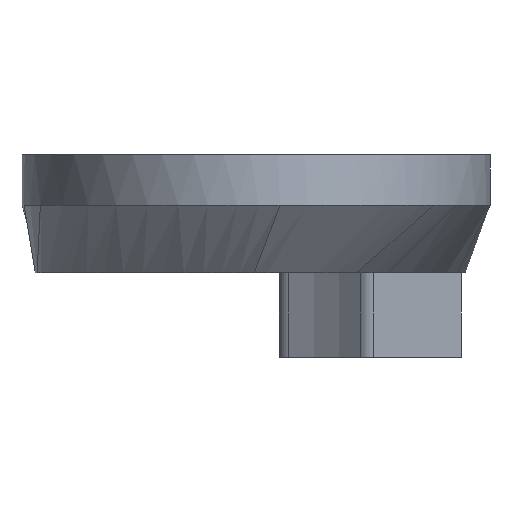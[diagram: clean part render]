
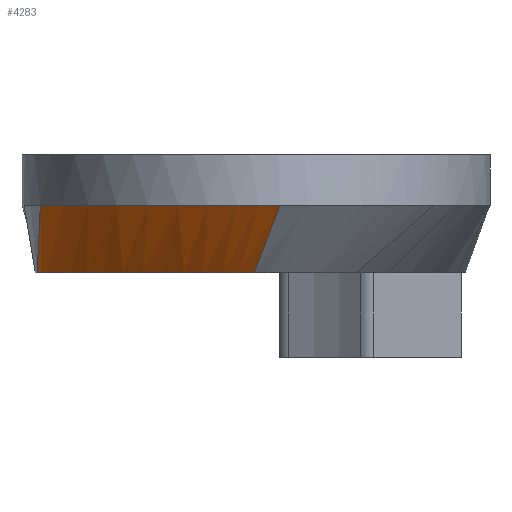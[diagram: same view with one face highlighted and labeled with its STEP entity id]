
A CAD part, left-side view. The second image highlights one B-rep face of the part: STEP entity #4283.
In plain terms, the highlighted free-form (B-spline) face has degree [9, 1] with [10, 2] control points.
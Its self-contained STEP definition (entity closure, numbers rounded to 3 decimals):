
#33 = PLANE('',#34);
#34 = AXIS2_PLACEMENT_3D('',#35,#36,#37);
#35 = CARTESIAN_POINT('',(14.053,-7.,-1.));
#36 = DIRECTION('',(0.,0.,-1.));
#37 = DIRECTION('',(-1.,0.,0.));
#1818 = VERTEX_POINT('',#1819);
#1819 = CARTESIAN_POINT('',(-4.932,-5.516,-1.));
#1838 = B_SPLINE_SURFACE_WITH_KNOTS('',7,1,(
    (#1839,#1840)
    ,(#1841,#1842)
    ,(#1843,#1844)
    ,(#1845,#1846)
    ,(#1847,#1848)
    ,(#1849,#1850)
    ,(#1851,#1852)
    ,(#1853,#1854
    )),.UNSPECIFIED.,.F.,.F.,.F.,(8,8),(2,2),(5.442,
    6.325),(0.,1.),.PIECEWISE_BEZIER_KNOTS.);
#1839 = CARTESIAN_POINT('',(-16.988,-7.047,3.));
#1840 = CARTESIAN_POINT('',(-4.932,-5.516,-1.));
#1841 = CARTESIAN_POINT('',(-16.811,-8.524,3.));
#1842 = CARTESIAN_POINT('',(-4.207,-6.165,-1.));
#1843 = CARTESIAN_POINT('',(-16.388,-9.985,3.));
#1844 = CARTESIAN_POINT('',(-3.577,-6.92,-1.));
#1845 = CARTESIAN_POINT('',(-15.722,-11.403,3.));
#1846 = CARTESIAN_POINT('',(-3.062,-7.765,-1.));
#1847 = CARTESIAN_POINT('',(-14.824,-12.752,3.));
#1848 = CARTESIAN_POINT('',(-2.676,-8.679,-1.));
#1849 = CARTESIAN_POINT('',(-13.71,-14.006,3.));
#1850 = CARTESIAN_POINT('',(-2.429,-9.637,-1.));
#1851 = CARTESIAN_POINT('',(-12.402,-15.145,3.));
#1852 = CARTESIAN_POINT('',(-2.326,-10.615,-1.));
#1853 = CARTESIAN_POINT('',(-10.928,-16.149,3.));
#1854 = CARTESIAN_POINT('',(-2.366,-11.587,-1.));
#1862 = EDGE_CURVE('',#1863,#1818,#1865,.T.);
#1863 = VERTEX_POINT('',#1864);
#1864 = CARTESIAN_POINT('',(-0.8,7.357,-1.));
#1865 = SURFACE_CURVE('',#1866,(#1871,#1882),.PCURVE_S1.);
#1866 = CIRCLE('',#1867,7.4);
#1867 = AXIS2_PLACEMENT_3D('',#1868,#1869,#1870);
#1868 = CARTESIAN_POINT('',(0.,0.,-1.));
#1869 = DIRECTION('',(0.,0.,1.));
#1870 = DIRECTION('',(1.,0.,0.));
#1871 = PCURVE('',#33,#1872);
#1872 = DEFINITIONAL_REPRESENTATION('',(#1873),#1881);
#1873 = ( BOUNDED_CURVE() B_SPLINE_CURVE(2,(#1874,#1875,#1876,#1877,
#1878,#1879,#1880),.UNSPECIFIED.,.F.,.F.) B_SPLINE_CURVE_WITH_KNOTS((1,2
    ,2,2,2,1),(-2.094,0.,2.094,4.189,
6.283,8.378),.UNSPECIFIED.) CURVE() 
GEOMETRIC_REPRESENTATION_ITEM() RATIONAL_B_SPLINE_CURVE((1.,0.5,1.,0.5,
1.,0.5,1.)) REPRESENTATION_ITEM('') );
#1874 = CARTESIAN_POINT('',(6.653,7.));
#1875 = CARTESIAN_POINT('',(6.653,19.817));
#1876 = CARTESIAN_POINT('',(17.753,13.409));
#1877 = CARTESIAN_POINT('',(28.853,7.));
#1878 = CARTESIAN_POINT('',(17.753,0.591));
#1879 = CARTESIAN_POINT('',(6.653,-5.817));
#1880 = CARTESIAN_POINT('',(6.653,7.));
#1881 = ( GEOMETRIC_REPRESENTATION_CONTEXT(2) 
PARAMETRIC_REPRESENTATION_CONTEXT() REPRESENTATION_CONTEXT('2D SPACE',''
  ) );
#1882 = PCURVE('',#1883,#1904);
#1883 = B_SPLINE_SURFACE_WITH_KNOTS('',9,1,(
    (#1884,#1885)
    ,(#1886,#1887)
    ,(#1888,#1889)
    ,(#1890,#1891)
    ,(#1892,#1893)
    ,(#1894,#1895)
    ,(#1896,#1897)
    ,(#1898,#1899)
    ,(#1900,#1901)
    ,(#1902,#1903
    )),.UNSPECIFIED.,.F.,.F.,.F.,(10,10),(2,2),(1.679,
    3.983),(0.,1.),.PIECEWISE_BEZIER_KNOTS.);
#1884 = CARTESIAN_POINT('',(-5.401,7.171,3.));
#1885 = CARTESIAN_POINT('',(-0.8,7.357,-1.));
#1886 = CARTESIAN_POINT('',(-7.861,6.409,3.));
#1887 = CARTESIAN_POINT('',(-2.683,7.152,-1.));
#1888 = CARTESIAN_POINT('',(-10.158,5.359,3.));
#1889 = CARTESIAN_POINT('',(-4.507,6.405,-1.));
#1890 = CARTESIAN_POINT('',(-12.222,4.044,3.));
#1891 = CARTESIAN_POINT('',(-6.094,5.135,-1.));
#1892 = CARTESIAN_POINT('',(-13.99,2.496,3.));
#1893 = CARTESIAN_POINT('',(-7.272,3.43,-1.));
#1894 = CARTESIAN_POINT('',(-15.407,0.757,3.));
#1895 = CARTESIAN_POINT('',(-7.91,1.443,-1.));
#1896 = CARTESIAN_POINT('',(-16.433,-1.123,3.));
#1897 = CARTESIAN_POINT('',(-7.944,-0.629,-1.));
#1898 = CARTESIAN_POINT('',(-17.042,-3.088,3.));
#1899 = CARTESIAN_POINT('',(-7.393,-2.585,-1.));
#1900 = CARTESIAN_POINT('',(-17.225,-5.081,3.));
#1901 = CARTESIAN_POINT('',(-6.344,-4.254,-1.));
#1902 = CARTESIAN_POINT('',(-16.988,-7.047,3.));
#1903 = CARTESIAN_POINT('',(-4.932,-5.516,-1.));
#1904 = DEFINITIONAL_REPRESENTATION('',(#1905),#1909);
#1905 = B_SPLINE_CURVE_WITH_KNOTS('',2,(#1906,#1907,#1908),
  .UNSPECIFIED.,.F.,.F.,(3,3),(1.679,3.983),
  .PIECEWISE_BEZIER_KNOTS.);
#1906 = CARTESIAN_POINT('',(1.679,1.));
#1907 = CARTESIAN_POINT('',(2.831,1.));
#1908 = CARTESIAN_POINT('',(3.983,1.));
#1909 = ( GEOMETRIC_REPRESENTATION_CONTEXT(2) 
PARAMETRIC_REPRESENTATION_CONTEXT() REPRESENTATION_CONTEXT('2D SPACE',''
  ) );
#1932 = B_SPLINE_SURFACE_WITH_KNOTS('',7,1,(
    (#1933,#1934)
    ,(#1935,#1936)
    ,(#1937,#1938)
    ,(#1939,#1940)
    ,(#1941,#1942)
    ,(#1943,#1944)
    ,(#1945,#1946)
    ,(#1947,#1948
    )),.UNSPECIFIED.,.F.,.F.,.F.,(8,8),(2,2),(4.089,
    5.109),(0.,1.),.PIECEWISE_BEZIER_KNOTS.);
#1933 = CARTESIAN_POINT('',(13.03,5.617,3.));
#1934 = CARTESIAN_POINT('',(14.253,3.616,-1.));
#1935 = CARTESIAN_POINT('',(10.782,6.813,3.));
#1936 = CARTESIAN_POINT('',(12.38,4.885,-1.));
#1937 = CARTESIAN_POINT('',(8.26,7.726,3.));
#1938 = CARTESIAN_POINT('',(10.358,5.934,-1.));
#1939 = CARTESIAN_POINT('',(5.541,8.316,3.));
#1940 = CARTESIAN_POINT('',(8.219,6.743,-1.));
#1941 = CARTESIAN_POINT('',(2.717,8.554,3.));
#1942 = CARTESIAN_POINT('',(5.996,7.295,-1.));
#1943 = CARTESIAN_POINT('',(-0.112,8.433,3.));
#1944 = CARTESIAN_POINT('',(3.726,7.582,-1.));
#1945 = CARTESIAN_POINT('',(-2.848,7.963,3.));
#1946 = CARTESIAN_POINT('',(1.449,7.601,-1.));
#1947 = CARTESIAN_POINT('',(-5.401,7.171,3.));
#1948 = CARTESIAN_POINT('',(-0.8,7.357,-1.));
#4024 = SURFACE_OF_LINEAR_EXTRUSION('',#4025,#4030);
#4025 = ELLIPSE('',#4026,19.,14.062);
#4026 = AXIS2_PLACEMENT_3D('',#4027,#4028,#4029);
#4027 = CARTESIAN_POINT('',(1.937,-5.8,3.));
#4028 = DIRECTION('',(0.,0.,1.));
#4029 = DIRECTION('',(-1.,0.,0.));
#4030 = VECTOR('',#4031,1.);
#4031 = DIRECTION('',(-0.,-0.,-1.));
#4165 = VERTEX_POINT('',#4166);
#4166 = CARTESIAN_POINT('',(-5.401,7.171,3.));
#4187 = EDGE_CURVE('',#4165,#1863,#4188,.T.);
#4188 = SURFACE_CURVE('',#4189,(#4192,#4199),.PCURVE_S1.);
#4189 = B_SPLINE_CURVE_WITH_KNOTS('',1,(#4190,#4191),.UNSPECIFIED.,.F.,
  .F.,(2,2),(0.,1.),.PIECEWISE_BEZIER_KNOTS.);
#4190 = CARTESIAN_POINT('',(-5.401,7.171,3.));
#4191 = CARTESIAN_POINT('',(-0.8,7.357,-1.));
#4192 = PCURVE('',#1932,#4193);
#4193 = DEFINITIONAL_REPRESENTATION('',(#4194),#4198);
#4194 = LINE('',#4195,#4196);
#4195 = CARTESIAN_POINT('',(5.109,0.));
#4196 = VECTOR('',#4197,1.);
#4197 = DIRECTION('',(0.,1.));
#4198 = ( GEOMETRIC_REPRESENTATION_CONTEXT(2) 
PARAMETRIC_REPRESENTATION_CONTEXT() REPRESENTATION_CONTEXT('2D SPACE',''
  ) );
#4199 = PCURVE('',#1883,#4200);
#4200 = DEFINITIONAL_REPRESENTATION('',(#4201),#4205);
#4201 = LINE('',#4202,#4203);
#4202 = CARTESIAN_POINT('',(1.679,0.));
#4203 = VECTOR('',#4204,1.);
#4204 = DIRECTION('',(0.,1.));
#4205 = ( GEOMETRIC_REPRESENTATION_CONTEXT(2) 
PARAMETRIC_REPRESENTATION_CONTEXT() REPRESENTATION_CONTEXT('2D SPACE',''
  ) );
#4283 = ADVANCED_FACE('',(#4284),#1883,.F.);
#4284 = FACE_BOUND('',#4285,.F.);
#4285 = EDGE_LOOP('',(#4286,#4308,#4328,#4329));
#4286 = ORIENTED_EDGE('',*,*,#4287,.T.);
#4287 = EDGE_CURVE('',#4165,#4288,#4290,.T.);
#4288 = VERTEX_POINT('',#4289);
#4289 = CARTESIAN_POINT('',(-16.988,-7.047,3.));
#4290 = SURFACE_CURVE('',#4291,(#4296,#4302),.PCURVE_S1.);
#4291 = ELLIPSE('',#4292,19.,14.062);
#4292 = AXIS2_PLACEMENT_3D('',#4293,#4294,#4295);
#4293 = CARTESIAN_POINT('',(1.937,-5.8,3.));
#4294 = DIRECTION('',(0.,0.,1.));
#4295 = DIRECTION('',(-1.,0.,0.));
#4296 = PCURVE('',#1883,#4297);
#4297 = DEFINITIONAL_REPRESENTATION('',(#4298),#4301);
#4298 = B_SPLINE_CURVE_WITH_KNOTS('',1,(#4299,#4300),.UNSPECIFIED.,.F.,
  .F.,(2,2),(5.109,6.372),.PIECEWISE_BEZIER_KNOTS.);
#4299 = CARTESIAN_POINT('',(1.679,0.));
#4300 = CARTESIAN_POINT('',(3.983,0.));
#4301 = ( GEOMETRIC_REPRESENTATION_CONTEXT(2) 
PARAMETRIC_REPRESENTATION_CONTEXT() REPRESENTATION_CONTEXT('2D SPACE',''
  ) );
#4302 = PCURVE('',#4024,#4303);
#4303 = DEFINITIONAL_REPRESENTATION('',(#4304),#4307);
#4304 = B_SPLINE_CURVE_WITH_KNOTS('',1,(#4305,#4306),.UNSPECIFIED.,.F.,
  .F.,(2,2),(5.109,6.283),.PIECEWISE_BEZIER_KNOTS.);
#4305 = CARTESIAN_POINT('',(5.109,0.));
#4306 = CARTESIAN_POINT('',(6.283,0.));
#4307 = ( GEOMETRIC_REPRESENTATION_CONTEXT(2) 
PARAMETRIC_REPRESENTATION_CONTEXT() REPRESENTATION_CONTEXT('2D SPACE',''
  ) );
#4308 = ORIENTED_EDGE('',*,*,#4309,.T.);
#4309 = EDGE_CURVE('',#4288,#1818,#4310,.T.);
#4310 = SURFACE_CURVE('',#4311,(#4314,#4321),.PCURVE_S1.);
#4311 = B_SPLINE_CURVE_WITH_KNOTS('',1,(#4312,#4313),.UNSPECIFIED.,.F.,
  .F.,(2,2),(0.,1.),.PIECEWISE_BEZIER_KNOTS.);
#4312 = CARTESIAN_POINT('',(-16.988,-7.047,3.));
#4313 = CARTESIAN_POINT('',(-4.932,-5.516,-1.));
#4314 = PCURVE('',#1883,#4315);
#4315 = DEFINITIONAL_REPRESENTATION('',(#4316),#4320);
#4316 = LINE('',#4317,#4318);
#4317 = CARTESIAN_POINT('',(3.983,0.));
#4318 = VECTOR('',#4319,1.);
#4319 = DIRECTION('',(0.,1.));
#4320 = ( GEOMETRIC_REPRESENTATION_CONTEXT(2) 
PARAMETRIC_REPRESENTATION_CONTEXT() REPRESENTATION_CONTEXT('2D SPACE',''
  ) );
#4321 = PCURVE('',#1838,#4322);
#4322 = DEFINITIONAL_REPRESENTATION('',(#4323),#4327);
#4323 = LINE('',#4324,#4325);
#4324 = CARTESIAN_POINT('',(5.442,0.));
#4325 = VECTOR('',#4326,1.);
#4326 = DIRECTION('',(0.,1.));
#4327 = ( GEOMETRIC_REPRESENTATION_CONTEXT(2) 
PARAMETRIC_REPRESENTATION_CONTEXT() REPRESENTATION_CONTEXT('2D SPACE',''
  ) );
#4328 = ORIENTED_EDGE('',*,*,#1862,.F.);
#4329 = ORIENTED_EDGE('',*,*,#4187,.F.);
